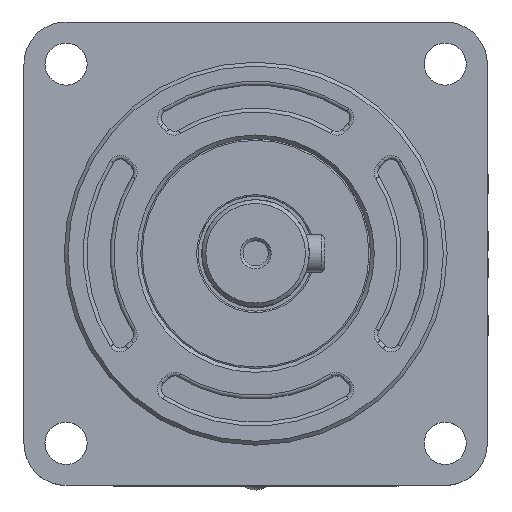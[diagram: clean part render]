
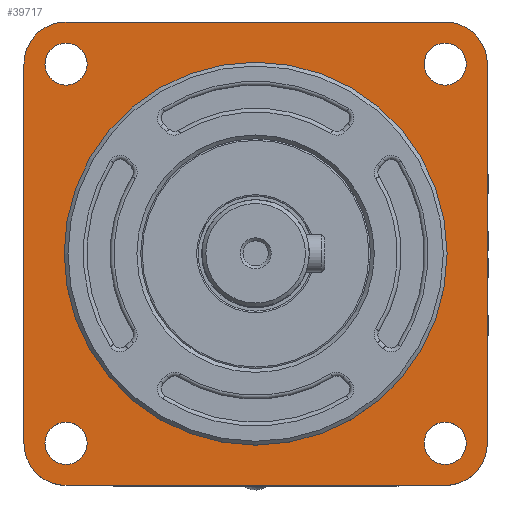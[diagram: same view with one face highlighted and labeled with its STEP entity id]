
A CAD part, top view. The second image highlights one B-rep face of the part: STEP entity #39717.
In plain terms, the highlighted planar face has unit normal (0, 0, 1).
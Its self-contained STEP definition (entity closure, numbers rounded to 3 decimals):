
#329 = EDGE_LOOP ( 'NONE', ( #13857 ) ) ;
#334 = FACE_OUTER_BOUND ( 'NONE', #15901, .T. ) ;
#773 = AXIS2_PLACEMENT_3D ( 'NONE', #2002, #28744, #12044 ) ;
#836 = DIRECTION ( 'NONE',  ( 1., 0., 0. ) ) ;
#842 = DIRECTION ( 'NONE',  ( 1., 0., 0. ) ) ;
#849 = ORIENTED_EDGE ( 'NONE', *, *, #36089, .T. ) ;
#959 = EDGE_LOOP ( 'NONE', ( #9095 ) ) ;
#1475 = DIRECTION ( 'NONE',  ( 0., 0., 1. ) ) ;
#2002 = CARTESIAN_POINT ( 'NONE',  ( 50.311, 38.377, 405.189 ) ) ;
#2092 = DIRECTION ( 'NONE',  ( 1., 0., 0. ) ) ;
#2471 = EDGE_CURVE ( 'NONE', #31979, #11286, #9500, .T. ) ;
#2511 = DIRECTION ( 'NONE',  ( 0., 0., 1. ) ) ;
#2737 = EDGE_CURVE ( 'NONE', #11286, #39678, #15411, .T. ) ;
#2746 = CARTESIAN_POINT ( 'NONE',  ( 50.311, 32.877, 405.189 ) ) ;
#2954 = CARTESIAN_POINT ( 'NONE',  ( 44.811, 38.377, 405.189 ) ) ;
#3071 = ORIENTED_EDGE ( 'NONE', *, *, #34182, .T. ) ;
#3474 = FACE_BOUND ( 'NONE', #33954, .T. ) ;
#3608 = CIRCLE ( 'NONE', #35659, 2.75 ) ;
#3914 = PLANE ( 'NONE',  #39657 ) ;
#4174 = CARTESIAN_POINT ( 'NONE',  ( 50.313, 38.378, 405.189 ) ) ;
#4529 = ORIENTED_EDGE ( 'NONE', *, *, #2737, .T. ) ;
#4822 = EDGE_LOOP ( 'NONE', ( #16314 ) ) ;
#5053 = CARTESIAN_POINT ( 'NONE',  ( 75.061, 63.127, 405.189 ) ) ;
#5701 = EDGE_CURVE ( 'NONE', #42223, #42223, #21344, .T. ) ;
#6344 = CARTESIAN_POINT ( 'NONE',  ( 99.811, 32.877, 405.189 ) ) ;
#6679 = VERTEX_POINT ( 'NONE', #6344 ) ;
#6797 = FACE_BOUND ( 'NONE', #959, .T. ) ;
#7308 = EDGE_CURVE ( 'NONE', #39678, #41438, #24836, .T. ) ;
#7830 = ORIENTED_EDGE ( 'NONE', *, *, #2471, .T. ) ;
#8722 = DIRECTION ( 'NONE',  ( 0., -1., 0. ) ) ;
#8995 = CIRCLE ( 'NONE', #21124, 2.75 ) ;
#9095 = ORIENTED_EDGE ( 'NONE', *, *, #5701, .F. ) ;
#9117 = VECTOR ( 'NONE', #842, 1000. ) ;
#9188 = CARTESIAN_POINT ( 'NONE',  ( 102.56, 38.378, 405.189 ) ) ;
#9500 = LINE ( 'NONE', #26223, #43609 ) ;
#9918 = AXIS2_PLACEMENT_3D ( 'NONE', #23085, #13065, #26873 ) ;
#10012 = CIRCLE ( 'NONE', #773, 5.5 ) ;
#10693 = DIRECTION ( 'NONE',  ( 0., 0., 1. ) ) ;
#11286 = VERTEX_POINT ( 'NONE', #42798 ) ;
#12044 = DIRECTION ( 'NONE',  ( 1., 0., 0. ) ) ;
#12352 = CARTESIAN_POINT ( 'NONE',  ( 105.311, 38.377, 405.189 ) ) ;
#12436 = VERTEX_POINT ( 'NONE', #33372 ) ;
#12818 = VECTOR ( 'NONE', #8722, 1000. ) ;
#13065 = DIRECTION ( 'NONE',  ( 0., 0., 1. ) ) ;
#13857 = ORIENTED_EDGE ( 'NONE', *, *, #15494, .F. ) ;
#13952 = CARTESIAN_POINT ( 'NONE',  ( 75.061, 63.127, 405.189 ) ) ;
#14891 = AXIS2_PLACEMENT_3D ( 'NONE', #25504, #2511, #2092 ) ;
#14979 = VERTEX_POINT ( 'NONE', #28559 ) ;
#15012 = LINE ( 'NONE', #25881, #12818 ) ;
#15066 = DIRECTION ( 'NONE',  ( 1., 0., 0. ) ) ;
#15411 = CIRCLE ( 'NONE', #26799, 5.5 ) ;
#15494 = EDGE_CURVE ( 'NONE', #26783, #26783, #32863, .T. ) ;
#15901 = EDGE_LOOP ( 'NONE', ( #19503, #849, #7830, #4529, #34944, #3071, #38500, #20784 ) ) ;
#16314 = ORIENTED_EDGE ( 'NONE', *, *, #30386, .F. ) ;
#16361 = AXIS2_PLACEMENT_3D ( 'NONE', #5053, #32250, #39159 ) ;
#16472 = DIRECTION ( 'NONE',  ( 0., 0., 1. ) ) ;
#17123 = LINE ( 'NONE', #31371, #9117 ) ;
#17597 = EDGE_CURVE ( 'NONE', #20327, #20327, #3608, .T. ) ;
#17787 = DIRECTION ( 'NONE',  ( 0., 0., 1. ) ) ;
#17936 = EDGE_CURVE ( 'NONE', #40521, #23686, #15012, .T. ) ;
#18192 = CARTESIAN_POINT ( 'NONE',  ( 99.811, 87.877, 405.189 ) ) ;
#18310 = EDGE_CURVE ( 'NONE', #23686, #18990, #10012, .T. ) ;
#18576 = DIRECTION ( 'NONE',  ( -1., 0., 0. ) ) ;
#18990 = VERTEX_POINT ( 'NONE', #2746 ) ;
#19367 = CARTESIAN_POINT ( 'NONE',  ( 99.81, 87.875, 405.189 ) ) ;
#19503 = ORIENTED_EDGE ( 'NONE', *, *, #40697, .T. ) ;
#19890 = CARTESIAN_POINT ( 'NONE',  ( 53.063, 38.378, 405.189 ) ) ;
#20327 = VERTEX_POINT ( 'NONE', #9188 ) ;
#20544 = ORIENTED_EDGE ( 'NONE', *, *, #17597, .F. ) ;
#20647 = FACE_BOUND ( 'NONE', #4822, .T. ) ;
#20784 = ORIENTED_EDGE ( 'NONE', *, *, #18310, .T. ) ;
#21124 = AXIS2_PLACEMENT_3D ( 'NONE', #19367, #16472, #23147 ) ;
#21344 = CIRCLE ( 'NONE', #9918, 2.75 ) ;
#22128 = CARTESIAN_POINT ( 'NONE',  ( 105.311, 93.377, 405.189 ) ) ;
#22191 = AXIS2_PLACEMENT_3D ( 'NONE', #4174, #17787, #836 ) ;
#22439 = DIRECTION ( 'NONE',  ( 1., 0., 0. ) ) ;
#23085 = CARTESIAN_POINT ( 'NONE',  ( 50.313, 87.875, 405.189 ) ) ;
#23147 = DIRECTION ( 'NONE',  ( 1., 0., 0. ) ) ;
#23336 = DIRECTION ( 'NONE',  ( 0., 1., 0. ) ) ;
#23686 = VERTEX_POINT ( 'NONE', #2954 ) ;
#24129 = CARTESIAN_POINT ( 'NONE',  ( 50.311, 93.377, 405.189 ) ) ;
#24571 = CIRCLE ( 'NONE', #38109, 5.5 ) ;
#24673 = VECTOR ( 'NONE', #18576, 1000. ) ;
#24836 = LINE ( 'NONE', #22128, #24673 ) ;
#25504 = CARTESIAN_POINT ( 'NONE',  ( 50.311, 87.877, 405.189 ) ) ;
#25881 = CARTESIAN_POINT ( 'NONE',  ( 44.811, 32.877, 405.189 ) ) ;
#26223 = CARTESIAN_POINT ( 'NONE',  ( 105.311, 32.877, 405.189 ) ) ;
#26783 = VERTEX_POINT ( 'NONE', #19890 ) ;
#26799 = AXIS2_PLACEMENT_3D ( 'NONE', #18192, #1475, #15066 ) ;
#26873 = DIRECTION ( 'NONE',  ( 1., 0., 0. ) ) ;
#27616 = CARTESIAN_POINT ( 'NONE',  ( 99.81, 38.378, 405.189 ) ) ;
#28559 = CARTESIAN_POINT ( 'NONE',  ( 102.56, 87.875, 405.189 ) ) ;
#28744 = DIRECTION ( 'NONE',  ( 0., 0., 1. ) ) ;
#29120 = DIRECTION ( 'NONE',  ( 0., 0., 1. ) ) ;
#29173 = EDGE_CURVE ( 'NONE', #12436, #12436, #44114, .T. ) ;
#30386 = EDGE_CURVE ( 'NONE', #14979, #14979, #8995, .T. ) ;
#31371 = CARTESIAN_POINT ( 'NONE',  ( 105.311, 32.877, 405.189 ) ) ;
#31960 = CARTESIAN_POINT ( 'NONE',  ( 53.063, 87.875, 405.189 ) ) ;
#31979 = VERTEX_POINT ( 'NONE', #12352 ) ;
#32250 = DIRECTION ( 'NONE',  ( 0., 0., 1. ) ) ;
#32863 = CIRCLE ( 'NONE', #22191, 2.75 ) ;
#33372 = CARTESIAN_POINT ( 'NONE',  ( 100.061, 63.127, 405.189 ) ) ;
#33954 = EDGE_LOOP ( 'NONE', ( #42878 ) ) ;
#34012 = DIRECTION ( 'NONE',  ( 1., 0., 0. ) ) ;
#34096 = CIRCLE ( 'NONE', #14891, 5.5 ) ;
#34182 = EDGE_CURVE ( 'NONE', #41438, #40521, #34096, .T. ) ;
#34450 = FACE_BOUND ( 'NONE', #329, .T. ) ;
#34944 = ORIENTED_EDGE ( 'NONE', *, *, #7308, .T. ) ;
#35424 = CARTESIAN_POINT ( 'NONE',  ( 44.811, 87.877, 405.189 ) ) ;
#35659 = AXIS2_PLACEMENT_3D ( 'NONE', #27616, #10693, #37879 ) ;
#35830 = CARTESIAN_POINT ( 'NONE',  ( 99.811, 38.377, 405.189 ) ) ;
#36089 = EDGE_CURVE ( 'NONE', #6679, #31979, #24571, .T. ) ;
#37577 = FACE_BOUND ( 'NONE', #38673, .T. ) ;
#37879 = DIRECTION ( 'NONE',  ( 1., 0., 0. ) ) ;
#38109 = AXIS2_PLACEMENT_3D ( 'NONE', #35830, #29120, #22439 ) ;
#38246 = DIRECTION ( 'NONE',  ( 0., 0., 1. ) ) ;
#38500 = ORIENTED_EDGE ( 'NONE', *, *, #17936, .T. ) ;
#38673 = EDGE_LOOP ( 'NONE', ( #20544 ) ) ;
#39159 = DIRECTION ( 'NONE',  ( 1., 0., 0. ) ) ;
#39657 = AXIS2_PLACEMENT_3D ( 'NONE', #13952, #38246, #34012 ) ;
#39678 = VERTEX_POINT ( 'NONE', #40699 ) ;
#39717 = ADVANCED_FACE ( 'NONE', ( #6797, #20647, #37577, #34450, #3474, #334 ), #3914, .T. ) ;
#40521 = VERTEX_POINT ( 'NONE', #35424 ) ;
#40697 = EDGE_CURVE ( 'NONE', #18990, #6679, #17123, .T. ) ;
#40699 = CARTESIAN_POINT ( 'NONE',  ( 99.811, 93.377, 405.189 ) ) ;
#41438 = VERTEX_POINT ( 'NONE', #24129 ) ;
#42223 = VERTEX_POINT ( 'NONE', #31960 ) ;
#42798 = CARTESIAN_POINT ( 'NONE',  ( 105.311, 87.877, 405.189 ) ) ;
#42878 = ORIENTED_EDGE ( 'NONE', *, *, #29173, .F. ) ;
#43609 = VECTOR ( 'NONE', #23336, 1000. ) ;
#44114 = CIRCLE ( 'NONE', #16361, 25. ) ;
